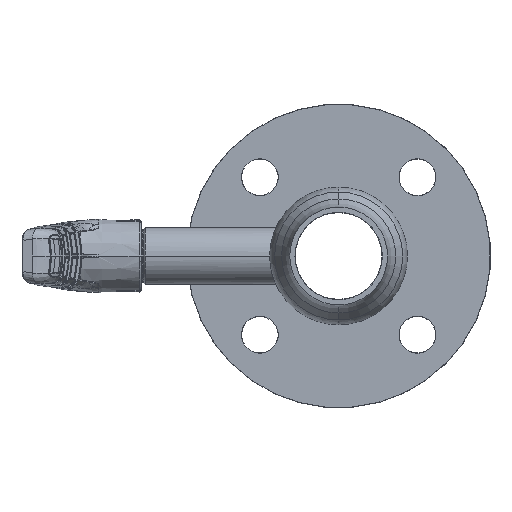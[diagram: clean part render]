
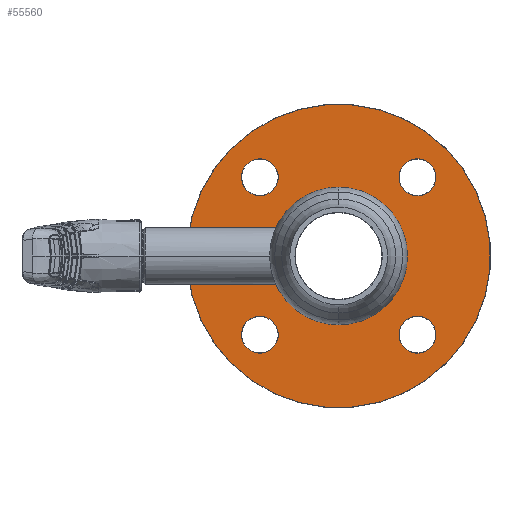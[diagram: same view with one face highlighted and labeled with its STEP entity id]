
A CAD part, left-side view. The second image highlights one B-rep face of the part: STEP entity #55560.
In plain terms, the highlighted planar face has unit normal (-1, 0, 0).
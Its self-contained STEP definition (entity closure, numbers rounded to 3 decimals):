
#1591 = DIRECTION ( 'NONE',  ( 1., 0., 0. ) ) ;
#2672 = EDGE_CURVE ( 'NONE', #46862, #55044, #53836, .T. ) ;
#3571 = DIRECTION ( 'NONE',  ( -1., 0., 0. ) ) ;
#3642 = CIRCLE ( 'NONE', #30415, 9.1 ) ;
#3941 = CARTESIAN_POINT ( 'NONE',  ( 82., 0., 0. ) ) ;
#4197 = AXIS2_PLACEMENT_3D ( 'NONE', #53792, #36142, #45156 ) ;
#5308 = CIRCLE ( 'NONE', #42638, 9.1 ) ;
#5475 = ORIENTED_EDGE ( 'NONE', *, *, #11802, .T. ) ;
#6235 = ORIENTED_EDGE ( 'NONE', *, *, #50391, .T. ) ;
#6586 = EDGE_CURVE ( 'NONE', #55044, #46862, #3642, .T. ) ;
#6825 = EDGE_CURVE ( 'NONE', #37392, #24975, #12375, .T. ) ;
#7553 = CARTESIAN_POINT ( 'NONE',  ( 82., 38.891, 38.891 ) ) ;
#7895 = CARTESIAN_POINT ( 'NONE',  ( 82., -45.326, -32.456 ) ) ;
#8441 = CIRCLE ( 'NONE', #4197, 9.1 ) ;
#8455 = CARTESIAN_POINT ( 'NONE',  ( 82., 0., 0. ) ) ;
#9340 = CARTESIAN_POINT ( 'NONE',  ( 82., 45.326, 32.456 ) ) ;
#9557 = CARTESIAN_POINT ( 'NONE',  ( 82., -45.326, 45.326 ) ) ;
#9731 = CARTESIAN_POINT ( 'NONE',  ( 82., 23.865, 23.865 ) ) ;
#9827 = EDGE_CURVE ( 'NONE', #28324, #18498, #5308, .T. ) ;
#11295 = FACE_BOUND ( 'NONE', #45891, .T. ) ;
#11511 = DIRECTION ( 'NONE',  ( 1., 0., 0. ) ) ;
#11802 = EDGE_CURVE ( 'NONE', #35165, #12841, #8441, .T. ) ;
#12060 = CARTESIAN_POINT ( 'NONE',  ( 82., -38.891, 38.891 ) ) ;
#12375 = CIRCLE ( 'NONE', #19214, 9.1 ) ;
#12441 = DIRECTION ( 'NONE',  ( 0., 0.707, -0.707 ) ) ;
#12659 = FACE_BOUND ( 'NONE', #43094, .T. ) ;
#12841 = VERTEX_POINT ( 'NONE', #9557 ) ;
#13147 = AXIS2_PLACEMENT_3D ( 'NONE', #51185, #29754, #21318 ) ;
#13398 = DIRECTION ( 'NONE',  ( 1., 0., 0. ) ) ;
#14195 = AXIS2_PLACEMENT_3D ( 'NONE', #9731, #31465, #27723 ) ;
#14636 = FACE_BOUND ( 'NONE', #34376, .T. ) ;
#14755 = CARTESIAN_POINT ( 'NONE',  ( 82., 0., 0. ) ) ;
#15076 = CIRCLE ( 'NONE', #40265, 9.1 ) ;
#16910 = DIRECTION ( 'NONE',  ( 1., 0., 0. ) ) ;
#17325 = ORIENTED_EDGE ( 'NONE', *, *, #39939, .T. ) ;
#17893 = CARTESIAN_POINT ( 'NONE',  ( 82., 32.456, -32.456 ) ) ;
#18403 = ORIENTED_EDGE ( 'NONE', *, *, #52635, .T. ) ;
#18498 = VERTEX_POINT ( 'NONE', #22692 ) ;
#18992 = CARTESIAN_POINT ( 'NONE',  ( 82., -32.456, -45.326 ) ) ;
#19214 = AXIS2_PLACEMENT_3D ( 'NONE', #34964, #13398, #22205 ) ;
#19925 = ORIENTED_EDGE ( 'NONE', *, *, #6825, .T. ) ;
#20002 = DIRECTION ( 'NONE',  ( 0., 0.707, -0.707 ) ) ;
#20153 = EDGE_CURVE ( 'NONE', #47520, #49560, #28404, .T. ) ;
#20192 = CARTESIAN_POINT ( 'NONE',  ( 82., 38.891, -38.891 ) ) ;
#20771 = ORIENTED_EDGE ( 'NONE', *, *, #2672, .T. ) ;
#21251 = DIRECTION ( 'NONE',  ( 1., 0., 0. ) ) ;
#21318 = DIRECTION ( 'NONE',  ( 0., 0.707, -0.707 ) ) ;
#21382 = CARTESIAN_POINT ( 'NONE',  ( 82., 38.891, 38.891 ) ) ;
#21750 = AXIS2_PLACEMENT_3D ( 'NONE', #8455, #51647, #46948 ) ;
#21821 = AXIS2_PLACEMENT_3D ( 'NONE', #3941, #3571, #33995 ) ;
#21929 = PLANE ( 'NONE',  #14195 ) ;
#22146 = EDGE_CURVE ( 'NONE', #45343, #32076, #50241, .T. ) ;
#22205 = DIRECTION ( 'NONE',  ( 0., 0.707, -0.707 ) ) ;
#22692 = CARTESIAN_POINT ( 'NONE',  ( 82., 32.456, 45.326 ) ) ;
#22823 = EDGE_LOOP ( 'NONE', ( #17325, #42905 ) ) ;
#23377 = DIRECTION ( 'NONE',  ( 0., 0.707, -0.707 ) ) ;
#24975 = VERTEX_POINT ( 'NONE', #17893 ) ;
#25777 = DIRECTION ( 'NONE',  ( 0., 0.707, -0.707 ) ) ;
#27059 = CIRCLE ( 'NONE', #21821, 74.9 ) ;
#27723 = DIRECTION ( 'NONE',  ( 0., 0.707, -0.707 ) ) ;
#27875 = CARTESIAN_POINT ( 'NONE',  ( 82., -38.891, -38.891 ) ) ;
#28324 = VERTEX_POINT ( 'NONE', #9340 ) ;
#28404 = CIRCLE ( 'NONE', #43625, 33.75 ) ;
#28711 = FACE_OUTER_BOUND ( 'NONE', #33380, .T. ) ;
#29754 = DIRECTION ( 'NONE',  ( -1., 0., 0. ) ) ;
#29819 = DIRECTION ( 'NONE',  ( 1., 0., 0. ) ) ;
#30415 = AXIS2_PLACEMENT_3D ( 'NONE', #27875, #45347, #49453 ) ;
#30499 = EDGE_LOOP ( 'NONE', ( #32360, #19925 ) ) ;
#31465 = DIRECTION ( 'NONE',  ( 1., 0., 0. ) ) ;
#31871 = CIRCLE ( 'NONE', #37078, 9.1 ) ;
#32076 = VERTEX_POINT ( 'NONE', #40202 ) ;
#32360 = ORIENTED_EDGE ( 'NONE', *, *, #52279, .T. ) ;
#33380 = EDGE_LOOP ( 'NONE', ( #6235, #38506 ) ) ;
#33995 = DIRECTION ( 'NONE',  ( 0., 0.707, -0.707 ) ) ;
#34113 = FACE_BOUND ( 'NONE', #22823, .T. ) ;
#34376 = EDGE_LOOP ( 'NONE', ( #37232, #35171 ) ) ;
#34964 = CARTESIAN_POINT ( 'NONE',  ( 82., 38.891, -38.891 ) ) ;
#35165 = VERTEX_POINT ( 'NONE', #44022 ) ;
#35171 = ORIENTED_EDGE ( 'NONE', *, *, #9827, .T. ) ;
#36142 = DIRECTION ( 'NONE',  ( 1., 0., 0. ) ) ;
#36853 = FACE_BOUND ( 'NONE', #30499, .T. ) ;
#37078 = AXIS2_PLACEMENT_3D ( 'NONE', #12060, #16910, #12441 ) ;
#37232 = ORIENTED_EDGE ( 'NONE', *, *, #44262, .T. ) ;
#37392 = VERTEX_POINT ( 'NONE', #44019 ) ;
#38005 = CARTESIAN_POINT ( 'NONE',  ( 82., -38.891, -38.891 ) ) ;
#38506 = ORIENTED_EDGE ( 'NONE', *, *, #22146, .T. ) ;
#39939 = EDGE_CURVE ( 'NONE', #49560, #47520, #44823, .T. ) ;
#40202 = CARTESIAN_POINT ( 'NONE',  ( 82., 52.962, -52.962 ) ) ;
#40265 = AXIS2_PLACEMENT_3D ( 'NONE', #20192, #45390, #20002 ) ;
#41528 = CARTESIAN_POINT ( 'NONE',  ( 82., 23.865, -23.865 ) ) ;
#42086 = AXIS2_PLACEMENT_3D ( 'NONE', #38005, #21251, #25777 ) ;
#42638 = AXIS2_PLACEMENT_3D ( 'NONE', #7553, #11511, #45873 ) ;
#42905 = ORIENTED_EDGE ( 'NONE', *, *, #20153, .T. ) ;
#43094 = EDGE_LOOP ( 'NONE', ( #18403, #5475 ) ) ;
#43597 = CIRCLE ( 'NONE', #47506, 9.1 ) ;
#43625 = AXIS2_PLACEMENT_3D ( 'NONE', #14755, #1591, #23377 ) ;
#44019 = CARTESIAN_POINT ( 'NONE',  ( 82., 45.326, -45.326 ) ) ;
#44022 = CARTESIAN_POINT ( 'NONE',  ( 82., -32.456, 32.456 ) ) ;
#44262 = EDGE_CURVE ( 'NONE', #18498, #28324, #43597, .T. ) ;
#44823 = CIRCLE ( 'NONE', #21750, 33.75 ) ;
#45156 = DIRECTION ( 'NONE',  ( 0., 0.707, -0.707 ) ) ;
#45343 = VERTEX_POINT ( 'NONE', #51684 ) ;
#45347 = DIRECTION ( 'NONE',  ( 1., 0., 0. ) ) ;
#45390 = DIRECTION ( 'NONE',  ( 1., 0., 0. ) ) ;
#45697 = CARTESIAN_POINT ( 'NONE',  ( 82., -23.865, 23.865 ) ) ;
#45873 = DIRECTION ( 'NONE',  ( 0., 0.707, -0.707 ) ) ;
#45891 = EDGE_LOOP ( 'NONE', ( #20771, #54309 ) ) ;
#46862 = VERTEX_POINT ( 'NONE', #7895 ) ;
#46948 = DIRECTION ( 'NONE',  ( 0., 0.707, -0.707 ) ) ;
#47506 = AXIS2_PLACEMENT_3D ( 'NONE', #21382, #29819, #50670 ) ;
#47520 = VERTEX_POINT ( 'NONE', #45697 ) ;
#49453 = DIRECTION ( 'NONE',  ( 0., 0.707, -0.707 ) ) ;
#49560 = VERTEX_POINT ( 'NONE', #41528 ) ;
#50241 = CIRCLE ( 'NONE', #13147, 74.9 ) ;
#50391 = EDGE_CURVE ( 'NONE', #32076, #45343, #27059, .T. ) ;
#50670 = DIRECTION ( 'NONE',  ( 0., 0.707, -0.707 ) ) ;
#51185 = CARTESIAN_POINT ( 'NONE',  ( 82., 0., 0. ) ) ;
#51647 = DIRECTION ( 'NONE',  ( 1., 0., 0. ) ) ;
#51684 = CARTESIAN_POINT ( 'NONE',  ( 82., -52.962, 52.962 ) ) ;
#52279 = EDGE_CURVE ( 'NONE', #24975, #37392, #15076, .T. ) ;
#52635 = EDGE_CURVE ( 'NONE', #12841, #35165, #31871, .T. ) ;
#53792 = CARTESIAN_POINT ( 'NONE',  ( 82., -38.891, 38.891 ) ) ;
#53836 = CIRCLE ( 'NONE', #42086, 9.1 ) ;
#54309 = ORIENTED_EDGE ( 'NONE', *, *, #6586, .T. ) ;
#55044 = VERTEX_POINT ( 'NONE', #18992 ) ;
#55560 = ADVANCED_FACE ( 'NONE', ( #12659, #11295, #36853, #14636, #28711, #34113 ), #21929, .F. ) ;
